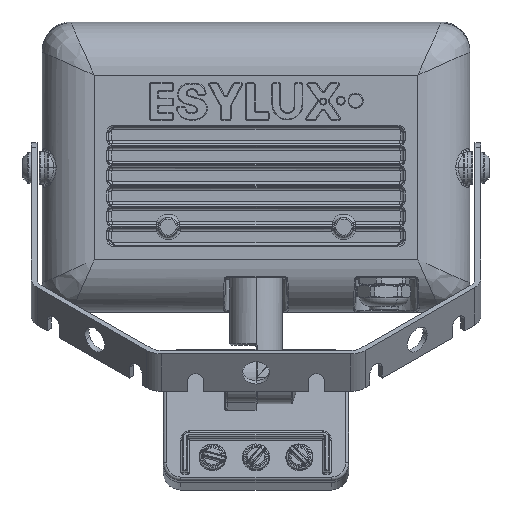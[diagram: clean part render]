
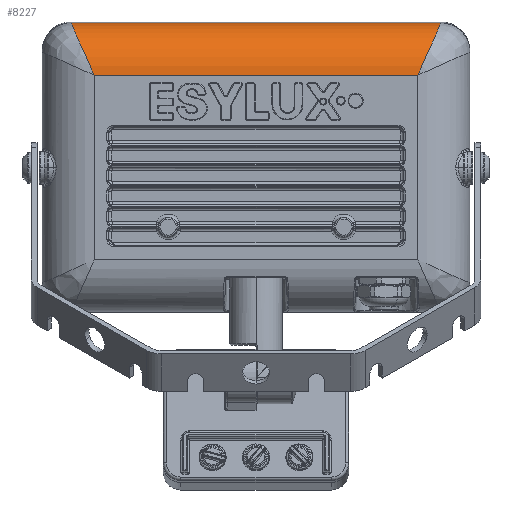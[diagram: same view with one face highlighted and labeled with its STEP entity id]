
A CAD part, left-side view. The second image highlights one B-rep face of the part: STEP entity #8227.
In plain terms, the highlighted cylindrical face has radius 18 mm (diameter 36 mm), a partial arc.
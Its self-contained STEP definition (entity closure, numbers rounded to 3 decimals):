
#2585=CARTESIAN_POINT('Line Origine',(-28.,0.,32.04)) ;
#2589=CARTESIAN_POINT('Vertex',(-28.,55.9,32.04)) ;
#2591=CARTESIAN_POINT('Vertex',(-28.,-55.9,32.04)) ;
#8179=CARTESIAN_POINT('Axis2P3D Location',(-10.,-0.002,32.04)) ;
#8185=CARTESIAN_POINT('Control Point',(-28.,-55.9,32.04)) ;
#8186=CARTESIAN_POINT('Control Point',(-28.,-56.657,33.743)) ;
#8187=CARTESIAN_POINT('Control Point',(-27.799,-57.414,35.447)) ;
#8188=CARTESIAN_POINT('Control Point',(-27.396,-58.16,37.124)) ;
#8189=CARTESIAN_POINT('Control Point',(-26.257,-59.524,40.193)) ;
#8190=CARTESIAN_POINT('Control Point',(-24.432,-60.757,42.967)) ;
#8191=CARTESIAN_POINT('Control Point',(-23.424,-61.299,44.188)) ;
#8192=CARTESIAN_POINT('Control Point',(-20.709,-62.47,46.822)) ;
#8193=CARTESIAN_POINT('Control Point',(-17.31,-63.313,48.718)) ;
#8194=CARTESIAN_POINT('Control Point',(-15.16,-63.665,49.511)) ;
#8195=CARTESIAN_POINT('Control Point',(-12.901,-63.86,49.949)) ;
#8196=CARTESIAN_POINT('Control Point',(-10.628,-63.895,50.029)) ;
#8197=CARTESIAN_POINT('Vertex',(-10.628,-63.895,50.029)) ;
#8200=CARTESIAN_POINT('Line Origine',(-10.628,-0.002,50.029)) ;
#8204=CARTESIAN_POINT('Vertex',(-10.628,63.895,50.029)) ;
#8208=CARTESIAN_POINT('Control Point',(-28.,55.9,32.04)) ;
#8209=CARTESIAN_POINT('Control Point',(-28.,56.657,33.743)) ;
#8210=CARTESIAN_POINT('Control Point',(-27.799,57.414,35.447)) ;
#8211=CARTESIAN_POINT('Control Point',(-27.396,58.16,37.124)) ;
#8212=CARTESIAN_POINT('Control Point',(-26.257,59.524,40.193)) ;
#8213=CARTESIAN_POINT('Control Point',(-24.432,60.757,42.967)) ;
#8214=CARTESIAN_POINT('Control Point',(-23.424,61.299,44.188)) ;
#8215=CARTESIAN_POINT('Control Point',(-20.709,62.47,46.822)) ;
#8216=CARTESIAN_POINT('Control Point',(-17.31,63.313,48.718)) ;
#8217=CARTESIAN_POINT('Control Point',(-15.16,63.665,49.511)) ;
#8218=CARTESIAN_POINT('Control Point',(-12.901,63.86,49.949)) ;
#8219=CARTESIAN_POINT('Control Point',(-10.628,63.895,50.029)) ;
#2586=DIRECTION('Vector Direction',(0.,1.,0.)) ;
#8180=DIRECTION('Axis2P3D Direction',(0.,1.,0.)) ;
#8181=DIRECTION('Axis2P3D XDirection',(-1.,0.,0.)) ;
#8201=DIRECTION('Vector Direction',(0.,1.,0.)) ;
#8182=AXIS2_PLACEMENT_3D('Cylinder Axis2P3D',#8179,#8180,#8181) ;
#8222=ORIENTED_EDGE('',*,*,#8199,.F.) ;
#8223=ORIENTED_EDGE('',*,*,#8206,.F.) ;
#8224=ORIENTED_EDGE('',*,*,#8220,.T.) ;
#8225=ORIENTED_EDGE('',*,*,#2593,.T.) ;
#2587=VECTOR('Line Direction',#2586,1.) ;
#8202=VECTOR('Line Direction',#8201,1.) ;
#8227=ADVANCED_FACE('1',(#8226),#8183,.T.) ;
#8184=B_SPLINE_CURVE_WITH_KNOTS('',5,(#8185,#8186,#8187,#8188,#8189,#8190,#8191,#8192,#8193,#8194,#8195,#8196),.UNSPECIFIED.,.F.,.U.,(6,3,3,6),(0.,13.181,24.918,41.004),.UNSPECIFIED.) ;
#8207=B_SPLINE_CURVE_WITH_KNOTS('',5,(#8208,#8209,#8210,#8211,#8212,#8213,#8214,#8215,#8216,#8217,#8218,#8219),.UNSPECIFIED.,.F.,.U.,(6,3,3,6),(0.,13.181,24.918,41.004),.UNSPECIFIED.) ;
#8183=CYLINDRICAL_SURFACE('generated cylinder',#8182,18.) ;
#2593=EDGE_CURVE('',#2590,#2592,#2588,.F.) ;
#8199=EDGE_CURVE('',#8198,#2592,#8184,.F.) ;
#8206=EDGE_CURVE('',#8205,#8198,#8203,.F.) ;
#8220=EDGE_CURVE('',#8205,#2590,#8207,.F.) ;
#8221=EDGE_LOOP('',(#8222,#8223,#8224,#8225)) ;
#8226=FACE_OUTER_BOUND('',#8221,.T.) ;
#2588=LINE('Line',#2585,#2587) ;
#8203=LINE('Line',#8200,#8202) ;
#2590=VERTEX_POINT('',#2589) ;
#2592=VERTEX_POINT('',#2591) ;
#8198=VERTEX_POINT('',#8197) ;
#8205=VERTEX_POINT('',#8204) ;
